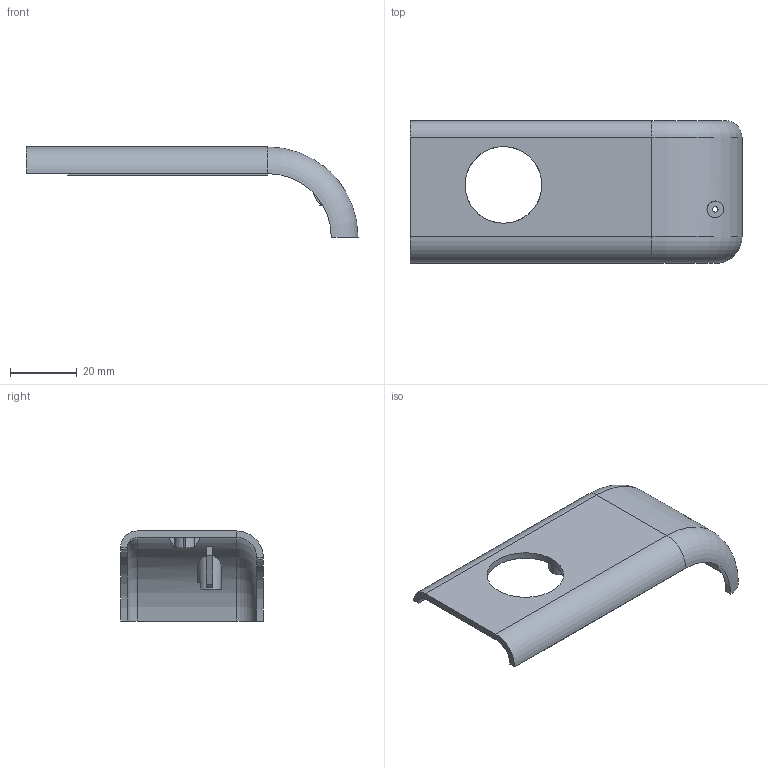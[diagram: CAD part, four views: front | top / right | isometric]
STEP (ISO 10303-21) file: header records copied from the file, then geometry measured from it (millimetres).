
FILE_DESCRIPTION(/* description */ (''),/* implementation_level */ '2;1');
FILE_NAME(/* name */ 'bottom case.step',/* time_stamp */ '2019-10-02T02:07:00-05:00',/* author */ (''),/* organization */ (''),/* preprocessor_version */ 'ST-DEVELOPER v18',/* originating_system */ 'Autodesk Translation Framework v8.6.0.1094',/* authorisation */ '');
FILE_SCHEMA (('AUTOMOTIVE_DESIGN { 1 0 10303 214 3 1 1 }'));
Length unit declared in the file: millimetre
Products named in the file (1): bottom case
Bounding box: 99.5 x 42.8 x 27 mm (x, y, z)
Volume: 10107.8 mm3; surface area: 11061.6 mm2
Topology: 1 solids, 1 shells, 73 faces, 184 edges, 118 vertices
Faces by surface type: plane 49, cylinder 20, torus 4
Full cylindrical faces by diameter (mm): 1.623 x3, 5 x1, 7 x1, 23 x1
Entity records: 2291 total; most frequent: CARTESIAN_POINT 451, DIRECTION 384, ORIENTED_EDGE 368, EDGE_CURVE 184, AXIS2_PLACEMENT_3D 129, LINE 126, VECTOR 126, VERTEX_POINT 118
